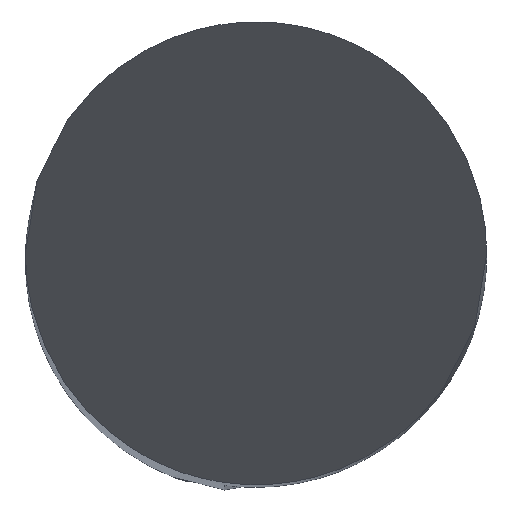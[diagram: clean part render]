
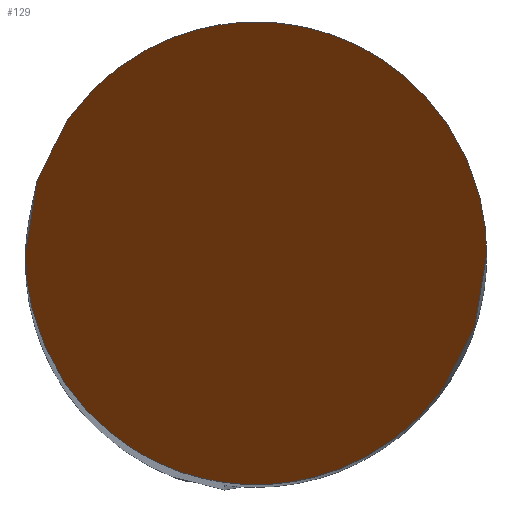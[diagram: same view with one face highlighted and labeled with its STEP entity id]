
A CAD part, top view. The second image highlights one B-rep face of the part: STEP entity #129.
In plain terms, the highlighted planar face has unit normal (0, -0.866, 0.5).
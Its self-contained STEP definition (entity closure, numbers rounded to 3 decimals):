
#55=PLANE('',#596);
#129=ADVANCED_FACE('',(#163),#55,.F.);
#163=FACE_OUTER_BOUND('',#194,.T.);
#194=EDGE_LOOP('',(#284,#285));
#284=ORIENTED_EDGE('',*,*,#451,.F.);
#285=ORIENTED_EDGE('',*,*,#439,.F.);
#390=VERTEX_POINT('',#825);
#391=VERTEX_POINT('',#830);
#439=EDGE_CURVE('',#390,#391,#539,.T.);
#451=EDGE_CURVE('',#391,#390,#543,.T.);
#539=(
BOUNDED_CURVE()
B_SPLINE_CURVE(3,(#826,#827,#828,#829),.UNSPECIFIED.,.F.,.F.)
B_SPLINE_CURVE_WITH_KNOTS((4,4),(0.,1.),.UNSPECIFIED.)
CURVE()
GEOMETRIC_REPRESENTATION_ITEM()
RATIONAL_B_SPLINE_CURVE((1.,0.333,0.333,1.))
REPRESENTATION_ITEM('')
);
#543=(
BOUNDED_CURVE()
B_SPLINE_CURVE(3,(#911,#912,#913,#914),.UNSPECIFIED.,.F.,.F.)
B_SPLINE_CURVE_WITH_KNOTS((4,4),(0.,1.),.UNSPECIFIED.)
CURVE()
GEOMETRIC_REPRESENTATION_ITEM()
RATIONAL_B_SPLINE_CURVE((1.,0.333,0.333,1.))
REPRESENTATION_ITEM('')
);
#596=AXIS2_PLACEMENT_3D('',#982,#667,#668);
#667=DIRECTION('',(0.,0.866,-0.5));
#668=DIRECTION('',(0.,0.5,0.866));
#825=CARTESIAN_POINT('',(-2.,0.,0.));
#826=CARTESIAN_POINT('',(-2.,0.,0.));
#827=CARTESIAN_POINT('',(-2.,4.,6.928));
#828=CARTESIAN_POINT('',(2.,4.,6.928));
#829=CARTESIAN_POINT('',(2.,0.,0.));
#830=CARTESIAN_POINT('',(2.,0.,0.));
#911=CARTESIAN_POINT('',(2.,0.,0.));
#912=CARTESIAN_POINT('',(2.,-4.,-6.928));
#913=CARTESIAN_POINT('',(-2.,-4.,-6.928));
#914=CARTESIAN_POINT('',(-2.,0.,0.));
#982=CARTESIAN_POINT('',(-2.,2.,3.464));
